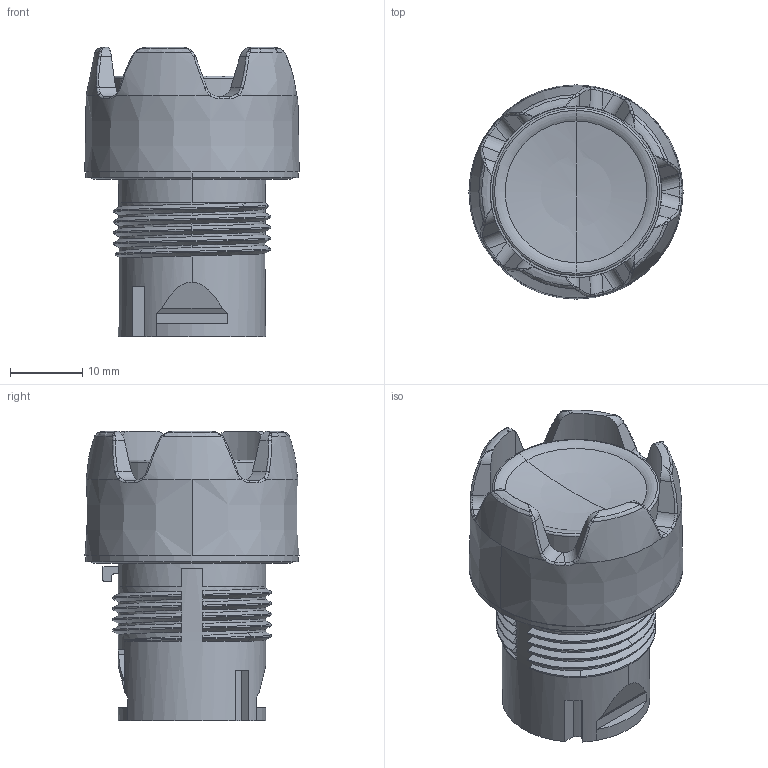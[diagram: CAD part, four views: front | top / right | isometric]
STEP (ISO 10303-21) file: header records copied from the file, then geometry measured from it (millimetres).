
FILE_DESCRIPTION((''),'2;1');
FILE_NAME('800F_LG','2009-03-09T',('abschul1'),('Rockwell Automation'),'PRO/ENGINEER BY PARAMETRIC TECHNOLOGY CORPORATION, 2004320','PRO/ENGINEER BY PARAMETRIC TECHNOLOGY CORPORATION, 2004320','');
FILE_SCHEMA(('CONFIG_CONTROL_DESIGN'));
Length unit declared in the file: millimetre
Products named in the file (1): 800F_LG
Bounding box: 29.6 x 29.6 x 40.04 mm (x, y, z)
Volume: 12053.5 mm3; surface area: 7580.7 mm2
Topology: 1 solids, 1 shells, 255 faces, 653 edges, 405 vertices
Faces by surface type: bspline 103, plane 87, cylinder 36, torus 21, cone 6, sphere 2
Entity records: 21226 total; most frequent: CARTESIAN_POINT 15808, ORIENTED_EDGE 1302, DIRECTION 861, EDGE_CURVE 651, VERTEX_POINT 405, AXIS2_PLACEMENT_3D 328, B_SPLINE_CURVE_WITH_KNOTS 270, EDGE_LOOP 262
